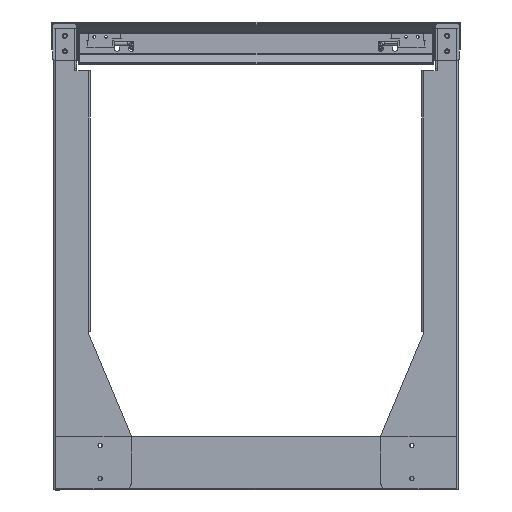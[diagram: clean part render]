
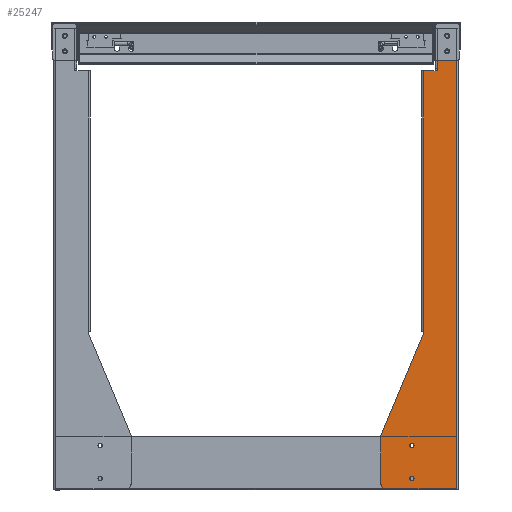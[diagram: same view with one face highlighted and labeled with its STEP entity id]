
A CAD part, left-side view. The second image highlights one B-rep face of the part: STEP entity #25247.
In plain terms, the highlighted planar face has unit normal (-1, 0, 0).
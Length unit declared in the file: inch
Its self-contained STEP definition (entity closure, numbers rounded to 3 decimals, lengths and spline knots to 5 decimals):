
#972 = EDGE_CURVE ( 'NONE', #67429, #16336, #64114, .T. ) ;
#1191 = CARTESIAN_POINT ( 'NONE',  ( -10.35433, -7.92618, -21.52756 ) ) ;
#1760 = LINE ( 'NONE', #11691, #41329 ) ;
#1966 = ORIENTED_EDGE ( 'NONE', *, *, #43814, .F. ) ;
#2015 = DIRECTION ( 'NONE',  ( 0., 0., 1. ) ) ;
#2465 = VERTEX_POINT ( 'NONE', #13131 ) ;
#2749 = CARTESIAN_POINT ( 'NONE',  ( -10.35433, -6.36226, -20.98608 ) ) ;
#4058 = CARTESIAN_POINT ( 'NONE',  ( -10.35433, -7.81791, -21.52756 ) ) ;
#4351 = CIRCLE ( 'NONE', #53474, 0.10827 ) ;
#4658 = VECTOR ( 'NONE', #2015, 39.37008 ) ;
#5613 = CARTESIAN_POINT ( 'NONE',  ( -10.35433, -7.92618, -23.19685 ) ) ;
#5993 = EDGE_CURVE ( 'NONE', #60590, #62363, #52526, .T. ) ;
#6863 = DIRECTION ( 'NONE',  ( 1., 0., 0. ) ) ;
#7043 = ORIENTED_EDGE ( 'NONE', *, *, #5993, .F. ) ;
#7445 = ORIENTED_EDGE ( 'NONE', *, *, #8056, .F. ) ;
#8056 = EDGE_CURVE ( 'NONE', #47533, #19644, #9897, .T. ) ;
#9438 = EDGE_CURVE ( 'NONE', #19921, #43780, #25273, .T. ) ;
#9897 = CIRCLE ( 'NONE', #62255, 0.3937 ) ;
#10105 = DIRECTION ( 'NONE',  ( -1., 0., 0. ) ) ;
#10263 = DIRECTION ( 'NONE',  ( 0., 1., 0. ) ) ;
#11671 = LINE ( 'NONE', #28371, #25866 ) ;
#11691 = CARTESIAN_POINT ( 'NONE',  ( -10.35433, -10.28839, -23.7874 ) ) ;
#12225 = VECTOR ( 'NONE', #60865, 39.37008 ) ;
#13131 = CARTESIAN_POINT ( 'NONE',  ( -10.35433, -10.18996, -1.9685 ) ) ;
#13307 = CIRCLE ( 'NONE', #23124, 0.10827 ) ;
#13738 = DIRECTION ( 'NONE',  ( 0., 0., 1. ) ) ;
#13903 = CARTESIAN_POINT ( 'NONE',  ( -10.35433, -7.81791, -23.19685 ) ) ;
#14377 = LINE ( 'NONE', #67654, #24858 ) ;
#14944 = EDGE_CURVE ( 'NONE', #62363, #60590, #13307, .T. ) ;
#16137 = ORIENTED_EDGE ( 'NONE', *, *, #56890, .F. ) ;
#16336 = VERTEX_POINT ( 'NONE', #26007 ) ;
#16406 = ORIENTED_EDGE ( 'NONE', *, *, #972, .F. ) ;
#16589 = DIRECTION ( 'NONE',  ( 0., -1., 0. ) ) ;
#17026 = LINE ( 'NONE', #17692, #39053 ) ;
#17380 = VECTOR ( 'NONE', #18115, 39.37008 ) ;
#17426 = AXIS2_PLACEMENT_3D ( 'NONE', #23430, #65763, #24426 ) ;
#17689 = ORIENTED_EDGE ( 'NONE', *, *, #47788, .F. ) ;
#17692 = CARTESIAN_POINT ( 'NONE',  ( -10.35433, -9.20571, -0.11024 ) ) ;
#18115 = DIRECTION ( 'NONE',  ( 0., 0., -1. ) ) ;
#18664 = EDGE_LOOP ( 'NONE', ( #64445, #7043 ) ) ;
#18813 = VERTEX_POINT ( 'NONE', #35002 ) ;
#18871 = LINE ( 'NONE', #60539, #61891 ) ;
#19405 = CIRCLE ( 'NONE', #54313, 0.10827 ) ;
#19644 = VERTEX_POINT ( 'NONE', #2749 ) ;
#19921 = VERTEX_POINT ( 'NONE', #52506 ) ;
#20275 = CARTESIAN_POINT ( 'NONE',  ( -10.35433, -6.72539, -23.7874 ) ) ;
#20843 = CARTESIAN_POINT ( 'NONE',  ( -10.35433, -6.33169, -21.13818 ) ) ;
#21149 = CARTESIAN_POINT ( 'NONE',  ( -10.35433, -8.51673, -2.48819 ) ) ;
#21924 = ORIENTED_EDGE ( 'NONE', *, *, #35132, .F. ) ;
#22063 = DIRECTION ( 'NONE',  ( -1., 0., 0. ) ) ;
#23124 = AXIS2_PLACEMENT_3D ( 'NONE', #50841, #46415, #36160 ) ;
#23245 = LINE ( 'NONE', #44076, #17380 ) ;
#23430 = CARTESIAN_POINT ( 'NONE',  ( -10.35433, -10.28839, -0.11024 ) ) ;
#23584 = EDGE_CURVE ( 'NONE', #29004, #18813, #17026, .T. ) ;
#24078 = FACE_BOUND ( 'NONE', #44859, .T. ) ;
#24426 = DIRECTION ( 'NONE',  ( 0., 1., 0. ) ) ;
#24657 = VERTEX_POINT ( 'NONE', #35904 ) ;
#24858 = VECTOR ( 'NONE', #56055, 39.37008 ) ;
#25247 = ADVANCED_FACE ( 'NONE', ( #24078, #30207, #44918 ), #51027, .F. ) ;
#25273 = LINE ( 'NONE', #46108, #50182 ) ;
#25866 = VECTOR ( 'NONE', #64597, 39.37008 ) ;
#26007 = CARTESIAN_POINT ( 'NONE',  ( -10.35433, -6.33169, -23.3937 ) ) ;
#27888 = CARTESIAN_POINT ( 'NONE',  ( -10.35433, -8.03445, -21.52756 ) ) ;
#28105 = ORIENTED_EDGE ( 'NONE', *, *, #23584, .F. ) ;
#28371 = CARTESIAN_POINT ( 'NONE',  ( -10.35433, -8.51673, -0.11024 ) ) ;
#29004 = VERTEX_POINT ( 'NONE', #37742 ) ;
#30207 = FACE_BOUND ( 'NONE', #18664, .T. ) ;
#31242 = DIRECTION ( 'NONE',  ( 0., -1., 0. ) ) ;
#32304 = EDGE_CURVE ( 'NONE', #35954, #54927, #19405, .T. ) ;
#32983 = ORIENTED_EDGE ( 'NONE', *, *, #32304, .F. ) ;
#33798 = CARTESIAN_POINT ( 'NONE',  ( -10.35433, -6.72539, -21.13818 ) ) ;
#35002 = CARTESIAN_POINT ( 'NONE',  ( -10.35433, -9.20571, -1.9685 ) ) ;
#35132 = EDGE_CURVE ( 'NONE', #41673, #67429, #1760, .T. ) ;
#35904 = CARTESIAN_POINT ( 'NONE',  ( -10.35433, -9.20571, -2.48819 ) ) ;
#35954 = VERTEX_POINT ( 'NONE', #62929 ) ;
#36160 = DIRECTION ( 'NONE',  ( 0., -1., 0. ) ) ;
#36732 = CARTESIAN_POINT ( 'NONE',  ( -10.35433, -8.51673, -15.71654 ) ) ;
#37223 = ORIENTED_EDGE ( 'NONE', *, *, #65984, .F. ) ;
#37588 = LINE ( 'NONE', #64212, #4658 ) ;
#37742 = CARTESIAN_POINT ( 'NONE',  ( -10.35433, -9.20571, -2.37008 ) ) ;
#37848 = DIRECTION ( 'NONE',  ( 0., 0., 1. ) ) ;
#38836 = CARTESIAN_POINT ( 'NONE',  ( -10.35433, -6.72539, -23.3937 ) ) ;
#39053 = VECTOR ( 'NONE', #37848, 39.37008 ) ;
#40031 = LINE ( 'NONE', #56084, #12225 ) ;
#41329 = VECTOR ( 'NONE', #63961, 39.37008 ) ;
#41673 = VERTEX_POINT ( 'NONE', #51335 ) ;
#41796 = DIRECTION ( 'NONE',  ( 0., 0., 1. ) ) ;
#43780 = VERTEX_POINT ( 'NONE', #36732 ) ;
#43814 = EDGE_CURVE ( 'NONE', #54927, #35954, #4351, .T. ) ;
#44076 = CARTESIAN_POINT ( 'NONE',  ( -10.35433, -10.18996, -0.11024 ) ) ;
#44333 = ORIENTED_EDGE ( 'NONE', *, *, #9438, .F. ) ;
#44571 = LINE ( 'NONE', #65405, #48264 ) ;
#44859 = EDGE_LOOP ( 'NONE', ( #32983, #1966 ) ) ;
#44918 = FACE_OUTER_BOUND ( 'NONE', #65146, .T. ) ;
#46108 = CARTESIAN_POINT ( 'NONE',  ( -10.35433, -8.41831, -15.71654 ) ) ;
#46212 = VERTEX_POINT ( 'NONE', #21149 ) ;
#46415 = DIRECTION ( 'NONE',  ( -1., 0., 0. ) ) ;
#46901 = LINE ( 'NONE', #52363, #61310 ) ;
#47324 = ORIENTED_EDGE ( 'NONE', *, *, #58323, .F. ) ;
#47341 = DIRECTION ( 'NONE',  ( 0., -1., 0. ) ) ;
#47533 = VERTEX_POINT ( 'NONE', #20843 ) ;
#47788 = EDGE_CURVE ( 'NONE', #53223, #19921, #37588, .T. ) ;
#48264 = VECTOR ( 'NONE', #60296, 39.37008 ) ;
#48437 = DIRECTION ( 'NONE',  ( 0., -1., 0. ) ) ;
#50182 = VECTOR ( 'NONE', #10263, 39.37008 ) ;
#50218 = ORIENTED_EDGE ( 'NONE', *, *, #60499, .F. ) ;
#50841 = CARTESIAN_POINT ( 'NONE',  ( -10.35433, -7.92618, -21.52756 ) ) ;
#51027 = PLANE ( 'NONE',  #17426 ) ;
#51054 = EDGE_CURVE ( 'NONE', #18813, #2465, #44571, .T. ) ;
#51335 = CARTESIAN_POINT ( 'NONE',  ( -10.35433, -10.18996, -23.7874 ) ) ;
#52363 = CARTESIAN_POINT ( 'NONE',  ( -10.35433, -9.20571, -0.11024 ) ) ;
#52432 = CARTESIAN_POINT ( 'NONE',  ( -10.35433, -7.92618, -23.19685 ) ) ;
#52506 = CARTESIAN_POINT ( 'NONE',  ( -10.35433, -8.53642, -15.71654 ) ) ;
#52526 = CIRCLE ( 'NONE', #66705, 0.10827 ) ;
#53223 = VERTEX_POINT ( 'NONE', #59771 ) ;
#53474 = AXIS2_PLACEMENT_3D ( 'NONE', #52432, #10105, #16589 ) ;
#54208 = DIRECTION ( 'NONE',  ( 1., 0., 0. ) ) ;
#54313 = AXIS2_PLACEMENT_3D ( 'NONE', #5613, #66776, #31242 ) ;
#54927 = VERTEX_POINT ( 'NONE', #13903 ) ;
#56055 = DIRECTION ( 'NONE',  ( 0., -0.386, 0.922 ) ) ;
#56084 = CARTESIAN_POINT ( 'NONE',  ( -10.35433, -10.28839, -2.48819 ) ) ;
#56890 = EDGE_CURVE ( 'NONE', #16336, #47533, #18871, .T. ) ;
#58323 = EDGE_CURVE ( 'NONE', #43780, #46212, #11671, .T. ) ;
#58903 = ORIENTED_EDGE ( 'NONE', *, *, #59066, .F. ) ;
#59066 = EDGE_CURVE ( 'NONE', #19644, #53223, #14377, .T. ) ;
#59454 = DIRECTION ( 'NONE',  ( 0., -1., 0. ) ) ;
#59771 = CARTESIAN_POINT ( 'NONE',  ( -10.35433, -8.53642, -15.79528 ) ) ;
#60296 = DIRECTION ( 'NONE',  ( 0., -1., 0. ) ) ;
#60499 = EDGE_CURVE ( 'NONE', #2465, #41673, #23245, .T. ) ;
#60539 = CARTESIAN_POINT ( 'NONE',  ( -10.35433, -6.33169, -0.11024 ) ) ;
#60590 = VERTEX_POINT ( 'NONE', #4058 ) ;
#60865 = DIRECTION ( 'NONE',  ( 0., -1., 0. ) ) ;
#61310 = VECTOR ( 'NONE', #41796, 39.37008 ) ;
#61891 = VECTOR ( 'NONE', #13738, 39.37008 ) ;
#61911 = EDGE_CURVE ( 'NONE', #46212, #24657, #40031, .T. ) ;
#62255 = AXIS2_PLACEMENT_3D ( 'NONE', #33798, #6863, #59454 ) ;
#62363 = VERTEX_POINT ( 'NONE', #27888 ) ;
#62929 = CARTESIAN_POINT ( 'NONE',  ( -10.35433, -8.03445, -23.19685 ) ) ;
#63341 = ORIENTED_EDGE ( 'NONE', *, *, #51054, .F. ) ;
#63961 = DIRECTION ( 'NONE',  ( 0., 1., 0. ) ) ;
#64114 = CIRCLE ( 'NONE', #66136, 0.3937 ) ;
#64212 = CARTESIAN_POINT ( 'NONE',  ( -10.35433, -8.53642, -0.11024 ) ) ;
#64445 = ORIENTED_EDGE ( 'NONE', *, *, #14944, .F. ) ;
#64597 = DIRECTION ( 'NONE',  ( 0., 0., 1. ) ) ;
#65146 = EDGE_LOOP ( 'NONE', ( #28105, #37223, #67471, #47324, #44333, #17689, #58903, #7445, #16137, #16406, #21924, #50218, #63341 ) ) ;
#65405 = CARTESIAN_POINT ( 'NONE',  ( -10.35433, -10.28839, -1.9685 ) ) ;
#65763 = DIRECTION ( 'NONE',  ( 1., 0., 0. ) ) ;
#65984 = EDGE_CURVE ( 'NONE', #24657, #29004, #46901, .T. ) ;
#66136 = AXIS2_PLACEMENT_3D ( 'NONE', #38836, #54208, #48437 ) ;
#66705 = AXIS2_PLACEMENT_3D ( 'NONE', #1191, #22063, #47341 ) ;
#66776 = DIRECTION ( 'NONE',  ( -1., 0., 0. ) ) ;
#67429 = VERTEX_POINT ( 'NONE', #20275 ) ;
#67471 = ORIENTED_EDGE ( 'NONE', *, *, #61911, .F. ) ;
#67654 = CARTESIAN_POINT ( 'NONE',  ( -10.35433, -6.36226, -20.98608 ) ) ;
